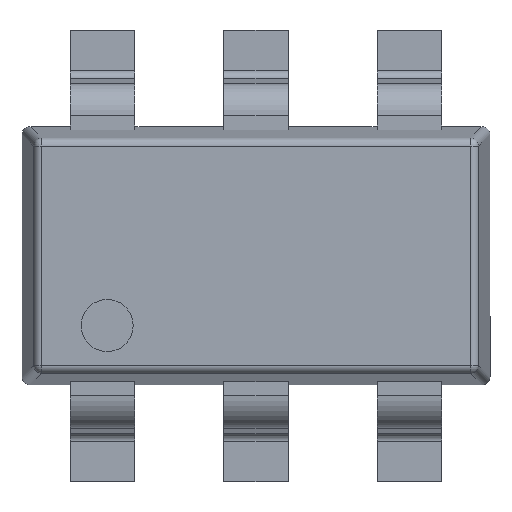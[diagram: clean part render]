
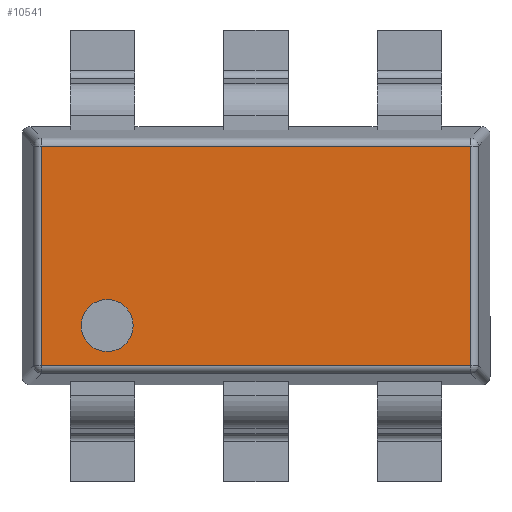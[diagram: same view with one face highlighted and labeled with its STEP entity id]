
A CAD part, top view. The second image highlights one B-rep face of the part: STEP entity #10541.
In plain terms, the highlighted planar face has unit normal (0, 0, 1).
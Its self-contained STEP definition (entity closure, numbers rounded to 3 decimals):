
#97 = DIRECTION ( 'NONE',  ( 0., 1., 0. ) ) ;
#203 = EDGE_CURVE ( 'NONE', #3277, #5397, #2422, .T. ) ;
#426 = VERTEX_POINT ( 'NONE', #15983 ) ;
#452 = CARTESIAN_POINT ( 'NONE',  ( 1.329, 0.723, 0.55 ) ) ;
#619 = CARTESIAN_POINT ( 'NONE',  ( -1.329, -0.723, 0.55 ) ) ;
#1818 = CARTESIAN_POINT ( 'NONE',  ( -0.922, -0.433, 0.55 ) ) ;
#2422 = LINE ( 'NONE', #619, #6589 ) ;
#3047 = CARTESIAN_POINT ( 'NONE',  ( -0.922, -0.433, 0.55 ) ) ;
#3076 = DIRECTION ( 'NONE',  ( 0., -1., 0. ) ) ;
#3277 = VERTEX_POINT ( 'NONE', #10693 ) ;
#3484 = AXIS2_PLACEMENT_3D ( 'NONE', #8512, #12518, #5994 ) ;
#4081 = CARTESIAN_POINT ( 'NONE',  ( -0.761, -0.433, 0.55 ) ) ;
#4159 = EDGE_CURVE ( 'NONE', #12067, #9546, #6616, .T. ) ;
#4411 = DIRECTION ( 'NONE',  ( 1., 0., 0. ) ) ;
#5397 = VERTEX_POINT ( 'NONE', #8458 ) ;
#5581 = DIRECTION ( 'NONE',  ( 1., 0., 0. ) ) ;
#5994 = DIRECTION ( 'NONE',  ( 1., 0., 0. ) ) ;
#6009 = EDGE_CURVE ( 'NONE', #426, #6231, #9246, .T. ) ;
#6231 = VERTEX_POINT ( 'NONE', #4081 ) ;
#6320 = ORIENTED_EDGE ( 'NONE', *, *, #13221, .F. ) ;
#6430 = ORIENTED_EDGE ( 'NONE', *, *, #12898, .T. ) ;
#6589 = VECTOR ( 'NONE', #3076, 1000. ) ;
#6616 = LINE ( 'NONE', #452, #6784 ) ;
#6784 = VECTOR ( 'NONE', #97, 1000. ) ;
#8017 = ORIENTED_EDGE ( 'NONE', *, *, #6009, .F. ) ;
#8374 = EDGE_LOOP ( 'NONE', ( #6430, #12078, #14980, #10981 ) ) ;
#8458 = CARTESIAN_POINT ( 'NONE',  ( -1.329, -0.679, 0.55 ) ) ;
#8512 = CARTESIAN_POINT ( 'NONE',  ( 0., 0., 0.55 ) ) ;
#8953 = CARTESIAN_POINT ( 'NONE',  ( -1.373, 0.679, 0.55 ) ) ;
#9246 = CIRCLE ( 'NONE', #13659, 0.161 ) ;
#9420 = CARTESIAN_POINT ( 'NONE',  ( 1.329, 0.679, 0.55 ) ) ;
#9435 = AXIS2_PLACEMENT_3D ( 'NONE', #3047, #14172, #4411 ) ;
#9546 = VERTEX_POINT ( 'NONE', #9420 ) ;
#9941 = EDGE_LOOP ( 'NONE', ( #6320, #8017 ) ) ;
#10265 = LINE ( 'NONE', #8953, #13981 ) ;
#10541 = ADVANCED_FACE ( 'NONE', ( #15691, #10589 ), #15529, .T. ) ;
#10571 = LINE ( 'NONE', #15838, #10765 ) ;
#10589 = FACE_BOUND ( 'NONE', #9941, .T. ) ;
#10693 = CARTESIAN_POINT ( 'NONE',  ( -1.329, 0.679, 0.55 ) ) ;
#10765 = VECTOR ( 'NONE', #5581, 1000. ) ;
#10801 = EDGE_CURVE ( 'NONE', #5397, #12067, #10571, .T. ) ;
#10842 = DIRECTION ( 'NONE',  ( 1., 0., 0. ) ) ;
#10981 = ORIENTED_EDGE ( 'NONE', *, *, #4159, .T. ) ;
#11481 = DIRECTION ( 'NONE',  ( -1., 0., 0. ) ) ;
#11760 = DIRECTION ( 'NONE',  ( 0., 0., 1. ) ) ;
#12067 = VERTEX_POINT ( 'NONE', #15556 ) ;
#12078 = ORIENTED_EDGE ( 'NONE', *, *, #203, .T. ) ;
#12518 = DIRECTION ( 'NONE',  ( 0., 0., 1. ) ) ;
#12898 = EDGE_CURVE ( 'NONE', #9546, #3277, #10265, .T. ) ;
#13221 = EDGE_CURVE ( 'NONE', #6231, #426, #14368, .T. ) ;
#13659 = AXIS2_PLACEMENT_3D ( 'NONE', #1818, #11760, #10842 ) ;
#13981 = VECTOR ( 'NONE', #11481, 1000. ) ;
#14172 = DIRECTION ( 'NONE',  ( 0., 0., 1. ) ) ;
#14368 = CIRCLE ( 'NONE', #9435, 0.161 ) ;
#14980 = ORIENTED_EDGE ( 'NONE', *, *, #10801, .T. ) ;
#15529 = PLANE ( 'NONE',  #3484 ) ;
#15556 = CARTESIAN_POINT ( 'NONE',  ( 1.329, -0.679, 0.55 ) ) ;
#15691 = FACE_OUTER_BOUND ( 'NONE', #8374, .T. ) ;
#15838 = CARTESIAN_POINT ( 'NONE',  ( 1.373, -0.679, 0.55 ) ) ;
#15983 = CARTESIAN_POINT ( 'NONE',  ( -1.084, -0.433, 0.55 ) ) ;
